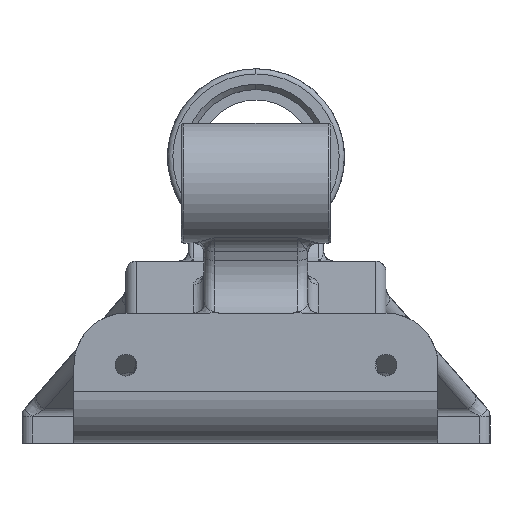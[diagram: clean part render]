
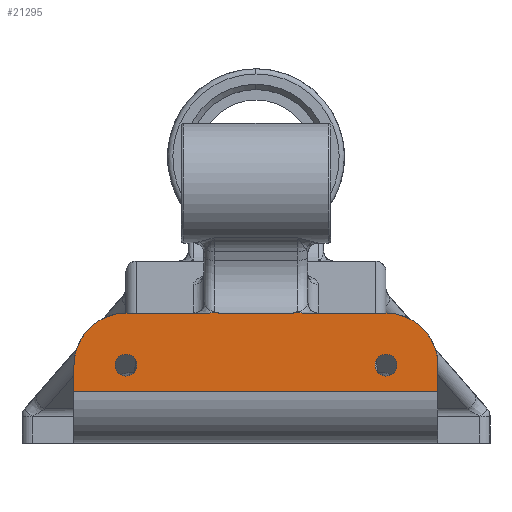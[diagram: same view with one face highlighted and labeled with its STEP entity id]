
A CAD part, left-side view. The second image highlights one B-rep face of the part: STEP entity #21295.
In plain terms, the highlighted planar face has unit normal (-1, 0, 0).
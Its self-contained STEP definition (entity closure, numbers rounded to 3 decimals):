
#142 = CARTESIAN_POINT ( 'NONE',  ( 10., 35., 15. ) ) ;
#167 = CARTESIAN_POINT ( 'NONE',  ( 10., -6.463, 25. ) ) ;
#275 = DIRECTION ( 'NONE',  ( 0., 0., -1. ) ) ;
#762 = DIRECTION ( 'NONE',  ( -1., 0., 0. ) ) ;
#1005 = AXIS2_PLACEMENT_3D ( 'NONE', #3194, #21355, #8126 ) ;
#1234 = ORIENTED_EDGE ( 'NONE', *, *, #8253, .F. ) ;
#1265 = EDGE_CURVE ( 'NONE', #5856, #15422, #11226, .T. ) ;
#1372 = DIRECTION ( 'NONE',  ( 0., 0., 1. ) ) ;
#1458 = EDGE_CURVE ( 'NONE', #12389, #19089, #6613, .T. ) ;
#1470 = CARTESIAN_POINT ( 'NONE',  ( 10., -50., 10. ) ) ;
#1575 = FACE_BOUND ( 'NONE', #15369, .T. ) ;
#1598 = CARTESIAN_POINT ( 'NONE',  ( 10., 35., 10. ) ) ;
#1686 = PLANE ( 'NONE',  #4104 ) ;
#1865 = DIRECTION ( 'NONE',  ( -1., 0., 0. ) ) ;
#1955 = B_SPLINE_CURVE_WITH_KNOTS ( 'NONE', 3,
 ( #3100, #21263, #6161, #12847, #19498, #4523, #11204, #17866, #2883, #9556 ),
 .UNSPECIFIED., .F., .F.,
 ( 4, 2, 2, 2, 4 ),
 ( 0., 0.001, 0.002, 0.002, 0.003 ),
 .UNSPECIFIED. ) ;
#1957 = DIRECTION ( 'NONE',  ( 0., 0., 1. ) ) ;
#2037 = ORIENTED_EDGE ( 'NONE', *, *, #21307, .T. ) ;
#2147 = CARTESIAN_POINT ( 'NONE',  ( 10., 6.463, 25. ) ) ;
#2399 = ORIENTED_EDGE ( 'NONE', *, *, #1458, .T. ) ;
#2415 = CIRCLE ( 'NONE', #21636, 2.1 ) ;
#2520 = VECTOR ( 'NONE', #15829, 1000. ) ;
#2540 = EDGE_CURVE ( 'NONE', #15422, #13522, #1955, .T. ) ;
#2701 = CIRCLE ( 'NONE', #1005, 2.1 ) ;
#2811 = B_SPLINE_CURVE_WITH_KNOTS ( 'NONE', 3,
 ( #18617, #11546, #8482, #8695, #6822, #5282, #6936, #20156, #8257, #10127 ),
 .UNSPECIFIED., .F., .F.,
 ( 4, 2, 2, 2, 4 ),
 ( 0., 0.001, 0.002, 0.002, 0.003 ),
 .UNSPECIFIED. ) ;
#2869 = ORIENTED_EDGE ( 'NONE', *, *, #15144, .T. ) ;
#2883 = CARTESIAN_POINT ( 'NONE',  ( 10., -6.719, 25. ) ) ;
#2984 = EDGE_CURVE ( 'NONE', #11990, #18049, #2811, .T. ) ;
#3100 = CARTESIAN_POINT ( 'NONE',  ( 10., -9.537, 25. ) ) ;
#3111 = CARTESIAN_POINT ( 'NONE',  ( 10., 9.537, 25. ) ) ;
#3194 = CARTESIAN_POINT ( 'NONE',  ( 10., -25., 15. ) ) ;
#3317 = DIRECTION ( 'NONE',  ( 0., 0., 1. ) ) ;
#3357 = VERTEX_POINT ( 'NONE', #6173 ) ;
#3456 = VERTEX_POINT ( 'NONE', #9467 ) ;
#3785 = CIRCLE ( 'NONE', #20900, 10. ) ;
#3913 = VERTEX_POINT ( 'NONE', #20919 ) ;
#4104 = AXIS2_PLACEMENT_3D ( 'NONE', #1470, #16668, #1372 ) ;
#4134 = VERTEX_POINT ( 'NONE', #6463 ) ;
#4255 = CARTESIAN_POINT ( 'NONE',  ( 10., 25., 15. ) ) ;
#4518 = EDGE_CURVE ( 'NONE', #9425, #3456, #17752, .T. ) ;
#4523 = CARTESIAN_POINT ( 'NONE',  ( 10., -7.743, 25.074 ) ) ;
#4948 = EDGE_CURVE ( 'NONE', #15908, #12389, #3785, .T. ) ;
#5087 = DIRECTION ( 'NONE',  ( 0., 0., 1. ) ) ;
#5089 = CARTESIAN_POINT ( 'NONE',  ( 10., -25., 25. ) ) ;
#5200 = EDGE_CURVE ( 'NONE', #3456, #9425, #2701, .T. ) ;
#5282 = CARTESIAN_POINT ( 'NONE',  ( 10., 8.257, 25.074 ) ) ;
#5558 = CARTESIAN_POINT ( 'NONE',  ( 10., -25., 15. ) ) ;
#5745 = ORIENTED_EDGE ( 'NONE', *, *, #1265, .T. ) ;
#5856 = VERTEX_POINT ( 'NONE', #5089 ) ;
#6161 = CARTESIAN_POINT ( 'NONE',  ( 10., -9.025, 25.017 ) ) ;
#6173 = CARTESIAN_POINT ( 'NONE',  ( 10., 25., 17.1 ) ) ;
#6463 = CARTESIAN_POINT ( 'NONE',  ( 10., 25., 12.9 ) ) ;
#6499 = ORIENTED_EDGE ( 'NONE', *, *, #9090, .F. ) ;
#6613 = LINE ( 'NONE', #13515, #7643 ) ;
#6822 = CARTESIAN_POINT ( 'NONE',  ( 10., 7.743, 25.074 ) ) ;
#6906 = AXIS2_PLACEMENT_3D ( 'NONE', #11430, #9572, #3317 ) ;
#6915 = CARTESIAN_POINT ( 'NONE',  ( 10., -50., 10. ) ) ;
#6936 = CARTESIAN_POINT ( 'NONE',  ( 10., 8.513, 25.055 ) ) ;
#6989 = EDGE_CURVE ( 'NONE', #14559, #19089, #8784, .T. ) ;
#7643 = VECTOR ( 'NONE', #275, 1000. ) ;
#7740 = LINE ( 'NONE', #7953, #2520 ) ;
#7953 = CARTESIAN_POINT ( 'NONE',  ( 10., -50., 25. ) ) ;
#8126 = DIRECTION ( 'NONE',  ( 0., 0., 1. ) ) ;
#8253 = EDGE_CURVE ( 'NONE', #3357, #4134, #2415, .T. ) ;
#8257 = CARTESIAN_POINT ( 'NONE',  ( 10., 9.281, 25. ) ) ;
#8482 = CARTESIAN_POINT ( 'NONE',  ( 10., 6.975, 25.017 ) ) ;
#8695 = CARTESIAN_POINT ( 'NONE',  ( 10., 7.487, 25.055 ) ) ;
#8784 = LINE ( 'NONE', #6915, #17401 ) ;
#8867 = VECTOR ( 'NONE', #9503, 1000. ) ;
#8997 = DIRECTION ( 'NONE',  ( 0., 0., -1. ) ) ;
#9090 = EDGE_CURVE ( 'NONE', #3913, #14559, #13715, .T. ) ;
#9389 = VECTOR ( 'NONE', #16354, 1000. ) ;
#9425 = VERTEX_POINT ( 'NONE', #17072 ) ;
#9467 = CARTESIAN_POINT ( 'NONE',  ( 10., -25., 12.9 ) ) ;
#9503 = DIRECTION ( 'NONE',  ( 0., 1., 0. ) ) ;
#9556 = CARTESIAN_POINT ( 'NONE',  ( 10., -6.463, 25. ) ) ;
#9572 = DIRECTION ( 'NONE',  ( -1., 0., 0. ) ) ;
#9983 = AXIS2_PLACEMENT_3D ( 'NONE', #4255, #762, #15847 ) ;
#10127 = CARTESIAN_POINT ( 'NONE',  ( 10., 9.537, 25. ) ) ;
#10807 = EDGE_CURVE ( 'NONE', #18049, #15908, #7740, .T. ) ;
#10868 = ORIENTED_EDGE ( 'NONE', *, *, #10807, .T. ) ;
#11204 = CARTESIAN_POINT ( 'NONE',  ( 10., -7.487, 25.055 ) ) ;
#11226 = LINE ( 'NONE', #19727, #9389 ) ;
#11430 = CARTESIAN_POINT ( 'NONE',  ( 10., -25., 15. ) ) ;
#11542 = VECTOR ( 'NONE', #8997, 1000. ) ;
#11546 = CARTESIAN_POINT ( 'NONE',  ( 10., 6.719, 25. ) ) ;
#11648 = FACE_OUTER_BOUND ( 'NONE', #13514, .T. ) ;
#11690 = EDGE_LOOP ( 'NONE', ( #1234, #20393 ) ) ;
#11787 = DIRECTION ( 'NONE',  ( -1., 0., 0. ) ) ;
#11990 = VERTEX_POINT ( 'NONE', #2147 ) ;
#12063 = DIRECTION ( 'NONE',  ( 0., 1., 0. ) ) ;
#12389 = VERTEX_POINT ( 'NONE', #142 ) ;
#12793 = CARTESIAN_POINT ( 'NONE',  ( 10., -10., 25. ) ) ;
#12847 = CARTESIAN_POINT ( 'NONE',  ( 10., -8.513, 25.055 ) ) ;
#12935 = CARTESIAN_POINT ( 'NONE',  ( 10., 25., 25. ) ) ;
#12977 = EDGE_CURVE ( 'NONE', #4134, #3357, #19390, .T. ) ;
#13514 = EDGE_LOOP ( 'NONE', ( #2869, #17624, #10868, #18174, #2399, #13643, #6499, #2037, #5745, #15480 ) ) ;
#13515 = CARTESIAN_POINT ( 'NONE',  ( 10., 35., 25. ) ) ;
#13522 = VERTEX_POINT ( 'NONE', #167 ) ;
#13643 = ORIENTED_EDGE ( 'NONE', *, *, #6989, .F. ) ;
#13715 = LINE ( 'NONE', #19038, #11542 ) ;
#14559 = VERTEX_POINT ( 'NONE', #17402 ) ;
#14632 = AXIS2_PLACEMENT_3D ( 'NONE', #5558, #16937, #1957 ) ;
#15144 = EDGE_CURVE ( 'NONE', #13522, #11990, #17811, .T. ) ;
#15369 = EDGE_LOOP ( 'NONE', ( #15605, #19164 ) ) ;
#15398 = CARTESIAN_POINT ( 'NONE',  ( 10., -9.537, 25. ) ) ;
#15422 = VERTEX_POINT ( 'NONE', #15398 ) ;
#15480 = ORIENTED_EDGE ( 'NONE', *, *, #2540, .T. ) ;
#15605 = ORIENTED_EDGE ( 'NONE', *, *, #4518, .F. ) ;
#15829 = DIRECTION ( 'NONE',  ( 0., 1., 0. ) ) ;
#15847 = DIRECTION ( 'NONE',  ( 0., 0., 1. ) ) ;
#15908 = VERTEX_POINT ( 'NONE', #12935 ) ;
#16334 = CIRCLE ( 'NONE', #6906, 10. ) ;
#16354 = DIRECTION ( 'NONE',  ( 0., 1., 0. ) ) ;
#16668 = DIRECTION ( 'NONE',  ( -1., 0., 0. ) ) ;
#16937 = DIRECTION ( 'NONE',  ( -1., 0., 0. ) ) ;
#17072 = CARTESIAN_POINT ( 'NONE',  ( 10., -25., 17.1 ) ) ;
#17401 = VECTOR ( 'NONE', #12063, 1000. ) ;
#17402 = CARTESIAN_POINT ( 'NONE',  ( 10., -35., 10. ) ) ;
#17624 = ORIENTED_EDGE ( 'NONE', *, *, #2984, .T. ) ;
#17752 = CIRCLE ( 'NONE', #14632, 2.1 ) ;
#17811 = LINE ( 'NONE', #12793, #8867 ) ;
#17866 = CARTESIAN_POINT ( 'NONE',  ( 10., -6.975, 25.017 ) ) ;
#18049 = VERTEX_POINT ( 'NONE', #3111 ) ;
#18174 = ORIENTED_EDGE ( 'NONE', *, *, #4948, .T. ) ;
#18294 = FACE_BOUND ( 'NONE', #11690, .T. ) ;
#18617 = CARTESIAN_POINT ( 'NONE',  ( 10., 6.463, 25. ) ) ;
#19038 = CARTESIAN_POINT ( 'NONE',  ( 10., -35., 25. ) ) ;
#19089 = VERTEX_POINT ( 'NONE', #1598 ) ;
#19164 = ORIENTED_EDGE ( 'NONE', *, *, #5200, .F. ) ;
#19390 = CIRCLE ( 'NONE', #9983, 2.1 ) ;
#19498 = CARTESIAN_POINT ( 'NONE',  ( 10., -8.257, 25.074 ) ) ;
#19727 = CARTESIAN_POINT ( 'NONE',  ( 10., -50., 25. ) ) ;
#20120 = DIRECTION ( 'NONE',  ( 0., 0., 1. ) ) ;
#20156 = CARTESIAN_POINT ( 'NONE',  ( 10., 9.025, 25.017 ) ) ;
#20226 = CARTESIAN_POINT ( 'NONE',  ( 10., 25., 15. ) ) ;
#20393 = ORIENTED_EDGE ( 'NONE', *, *, #12977, .F. ) ;
#20589 = CARTESIAN_POINT ( 'NONE',  ( 10., 25., 15. ) ) ;
#20900 = AXIS2_PLACEMENT_3D ( 'NONE', #20589, #11787, #5087 ) ;
#20919 = CARTESIAN_POINT ( 'NONE',  ( 10., -35., 15. ) ) ;
#21263 = CARTESIAN_POINT ( 'NONE',  ( 10., -9.281, 25. ) ) ;
#21295 = ADVANCED_FACE ( 'NONE', ( #18294, #1575, #11648 ), #1686, .T. ) ;
#21307 = EDGE_CURVE ( 'NONE', #3913, #5856, #16334, .T. ) ;
#21355 = DIRECTION ( 'NONE',  ( -1., 0., 0. ) ) ;
#21636 = AXIS2_PLACEMENT_3D ( 'NONE', #20226, #1865, #20120 ) ;
